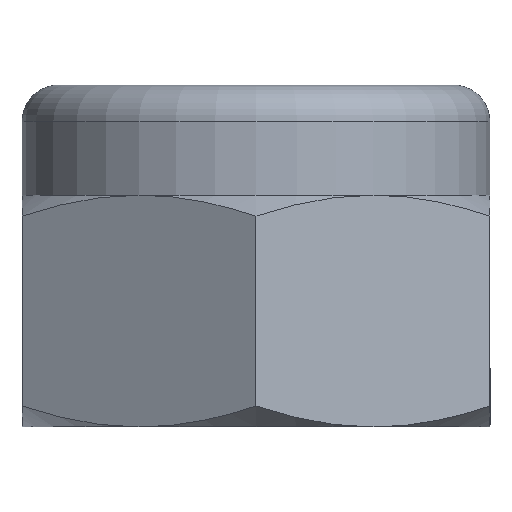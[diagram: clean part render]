
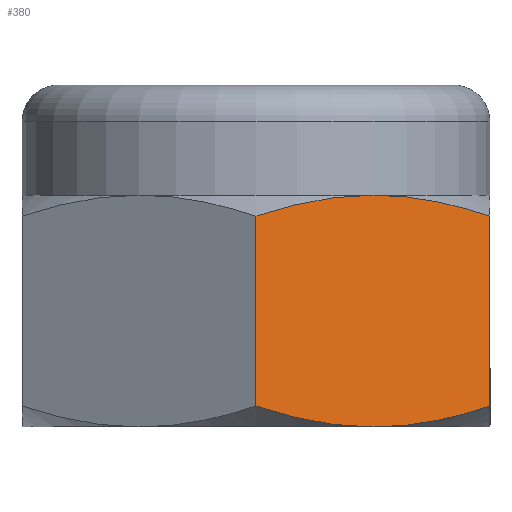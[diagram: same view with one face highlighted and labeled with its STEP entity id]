
A CAD part, front view. The second image highlights one B-rep face of the part: STEP entity #380.
In plain terms, the highlighted planar face has unit normal (0.5, -0.866, 0).
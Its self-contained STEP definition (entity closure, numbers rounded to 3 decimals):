
#4 = VERTEX_POINT ( 'NONE', #1759 ) ;
#9 = ORIENTED_EDGE ( 'NONE', *, *, #243, .F. ) ;
#115 = CARTESIAN_POINT ( 'NONE',  ( 5.968, -4.06, -6.037 ) ) ;
#138 = CARTESIAN_POINT ( 'NONE',  ( 1.065, -6.891, -0.258 ) ) ;
#150 = CARTESIAN_POINT ( 'NONE',  ( 1.877, -6.422, -0.106 ) ) ;
#153 = VERTEX_POINT ( 'NONE', #1934 ) ;
#156 = CARTESIAN_POINT ( 'NONE',  ( 0., -7.506, -5.859 ) ) ;
#161 = CARTESIAN_POINT ( 'NONE',  ( 0.53, -7.199, -6.036 ) ) ;
#167 = VECTOR ( 'NONE', #1122, 1000. ) ;
#174 = ORIENTED_EDGE ( 'NONE', *, *, #1014, .T. ) ;
#176 = DIRECTION ( 'NONE',  ( 0., 0., 1. ) ) ;
#208 = CARTESIAN_POINT ( 'NONE',  ( 6.5, -3.753, -6.44 ) ) ;
#243 = EDGE_CURVE ( 'NONE', #153, #1947, #529, .T. ) ;
#305 = CARTESIAN_POINT ( 'NONE',  ( 3.25, -5.629, -6.44 ) ) ;
#321 = CARTESIAN_POINT ( 'NONE',  ( 1.877, -6.422, -6.334 ) ) ;
#375 = EDGE_CURVE ( 'NONE', #1990, #943, #1386, .T. ) ;
#380 = ADVANCED_FACE ( 'NONE', ( #1557 ), #959, .T. ) ;
#397 = AXIS2_PLACEMENT_3D ( 'NONE', #1425, #1409, #979 ) ;
#529 = B_SPLINE_CURVE_WITH_KNOTS ( 'NONE', 3,
 ( #305, #1246, #603, #774, #321, #632, #161, #156 ),
 .UNSPECIFIED., .F., .F.,
 ( 4, 2, 2, 4 ),
 ( 0.004, 0.005, 0.006, 0.008 ),
 .UNSPECIFIED. ) ;
#603 = CARTESIAN_POINT ( 'NONE',  ( 2.697, -5.948, -6.426 ) ) ;
#605 = ORIENTED_EDGE ( 'NONE', *, *, #1573, .F. ) ;
#632 = CARTESIAN_POINT ( 'NONE',  ( 1.065, -6.891, -6.182 ) ) ;
#696 = ORIENTED_EDGE ( 'NONE', *, *, #375, .T. ) ;
#698 = CARTESIAN_POINT ( 'NONE',  ( 3.25, -5.629, 0. ) ) ;
#730 = CARTESIAN_POINT ( 'NONE',  ( 6.5, -3.753, -5.859 ) ) ;
#750 = CARTESIAN_POINT ( 'NONE',  ( 2.149, -6.265, -0.067 ) ) ;
#760 = CARTESIAN_POINT ( 'NONE',  ( 3.25, -5.629, 0. ) ) ;
#767 = CARTESIAN_POINT ( 'NONE',  ( 3.804, -5.309, -6.44 ) ) ;
#774 = CARTESIAN_POINT ( 'NONE',  ( 2.149, -6.265, -6.373 ) ) ;
#812 = VERTEX_POINT ( 'NONE', #698 ) ;
#850 = EDGE_LOOP ( 'NONE', ( #696, #174, #878, #605, #9, #880 ) ) ;
#878 = ORIENTED_EDGE ( 'NONE', *, *, #1003, .T. ) ;
#880 = ORIENTED_EDGE ( 'NONE', *, *, #1229, .F. ) ;
#894 = CARTESIAN_POINT ( 'NONE',  ( 0., -7.506, -0.581 ) ) ;
#903 = CARTESIAN_POINT ( 'NONE',  ( 4.351, -4.994, -0.055 ) ) ;
#943 = VERTEX_POINT ( 'NONE', #1782 ) ;
#959 = PLANE ( 'NONE',  #397 ) ;
#979 = DIRECTION ( 'NONE',  ( 0.866, 0.5, 0. ) ) ;
#1003 = EDGE_CURVE ( 'NONE', #812, #4, #1115, .T. ) ;
#1014 = EDGE_CURVE ( 'NONE', #943, #812, #1295, .T. ) ;
#1067 = CARTESIAN_POINT ( 'NONE',  ( 3.25, -5.629, -6.44 ) ) ;
#1080 = CARTESIAN_POINT ( 'NONE',  ( 5.433, -4.369, -6.183 ) ) ;
#1115 = B_SPLINE_CURVE_WITH_KNOTS ( 'NONE', 3,
 ( #760, #1353, #1980, #750, #150, #138, #1224, #894 ),
 .UNSPECIFIED., .F., .F.,
 ( 4, 2, 2, 4 ),
 ( 0.004, 0.005, 0.006, 0.008 ),
 .UNSPECIFIED. ) ;
#1122 = DIRECTION ( 'NONE',  ( 0., 0., 1. ) ) ;
#1172 = CARTESIAN_POINT ( 'NONE',  ( 6.5, -3.753, -5.859 ) ) ;
#1195 = CARTESIAN_POINT ( 'NONE',  ( 0., -7.506, -5.859 ) ) ;
#1224 = CARTESIAN_POINT ( 'NONE',  ( 0.53, -7.199, -0.404 ) ) ;
#1229 = EDGE_CURVE ( 'NONE', #1990, #153, #1731, .T. ) ;
#1246 = CARTESIAN_POINT ( 'NONE',  ( 2.974, -5.788, -6.44 ) ) ;
#1295 = B_SPLINE_CURVE_WITH_KNOTS ( 'NONE', 3,
 ( #1503, #1674, #1831, #903, #1987, #1838 ),
 .UNSPECIFIED., .F., .F.,
 ( 4, 2, 4 ),
 ( 0., 0.002, 0.004 ),
 .UNSPECIFIED. ) ;
#1353 = CARTESIAN_POINT ( 'NONE',  ( 2.974, -5.788, 0. ) ) ;
#1386 = LINE ( 'NONE', #208, #167 ) ;
#1409 = DIRECTION ( 'NONE',  ( 0.5, -0.866, 0. ) ) ;
#1425 = CARTESIAN_POINT ( 'NONE',  ( 0., -7.506, -6.44 ) ) ;
#1432 = VECTOR ( 'NONE', #176, 1000. ) ;
#1503 = CARTESIAN_POINT ( 'NONE',  ( 6.5, -3.753, -0.581 ) ) ;
#1529 = LINE ( 'NONE', #1727, #1432 ) ;
#1557 = FACE_OUTER_BOUND ( 'NONE', #850, .T. ) ;
#1573 = EDGE_CURVE ( 'NONE', #1947, #4, #1529, .T. ) ;
#1674 = CARTESIAN_POINT ( 'NONE',  ( 5.968, -4.06, -0.403 ) ) ;
#1727 = CARTESIAN_POINT ( 'NONE',  ( 0., -7.506, -6.44 ) ) ;
#1731 = B_SPLINE_CURVE_WITH_KNOTS ( 'NONE', 3,
 ( #1172, #115, #1080, #1985, #767, #1067 ),
 .UNSPECIFIED., .F., .F.,
 ( 4, 2, 4 ),
 ( 0., 0.002, 0.004 ),
 .UNSPECIFIED. ) ;
#1759 = CARTESIAN_POINT ( 'NONE',  ( 0., -7.506, -0.581 ) ) ;
#1782 = CARTESIAN_POINT ( 'NONE',  ( 6.5, -3.753, -0.581 ) ) ;
#1831 = CARTESIAN_POINT ( 'NONE',  ( 5.433, -4.369, -0.257 ) ) ;
#1838 = CARTESIAN_POINT ( 'NONE',  ( 3.25, -5.629, 0. ) ) ;
#1934 = CARTESIAN_POINT ( 'NONE',  ( 3.25, -5.629, -6.44 ) ) ;
#1947 = VERTEX_POINT ( 'NONE', #1195 ) ;
#1980 = CARTESIAN_POINT ( 'NONE',  ( 2.697, -5.948, -0.014 ) ) ;
#1985 = CARTESIAN_POINT ( 'NONE',  ( 4.351, -4.994, -6.385 ) ) ;
#1987 = CARTESIAN_POINT ( 'NONE',  ( 3.804, -5.309, 0. ) ) ;
#1990 = VERTEX_POINT ( 'NONE', #730 ) ;
